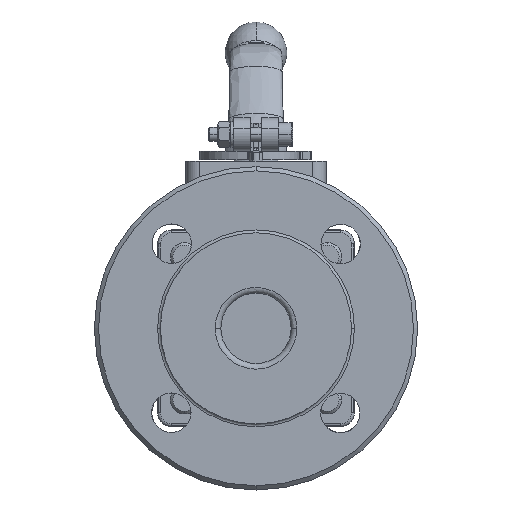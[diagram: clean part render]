
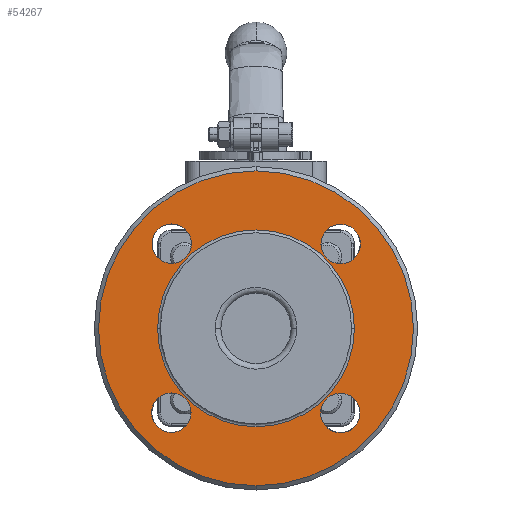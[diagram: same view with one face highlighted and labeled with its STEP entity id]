
A CAD part, left-side view. The second image highlights one B-rep face of the part: STEP entity #54267.
In plain terms, the highlighted planar face has unit normal (-1, 0, 0).
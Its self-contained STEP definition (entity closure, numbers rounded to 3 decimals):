
#23493=CARTESIAN_POINT('',(-44.,0.,56.));
#23494=VERTEX_POINT('',#23493);
#23501=CARTESIAN_POINT('',(-44.,-0.,-56.));
#23502=VERTEX_POINT('',#23501);
#23503=CARTESIAN_POINT('',(-44.,0.,0.));
#23504=DIRECTION('',(1.,0.,-0.));
#23505=DIRECTION('',(0.,0.,1.));
#23506=AXIS2_PLACEMENT_3D('',#23503,#23504,#23505);
#23507=CIRCLE('',#23506,56.);
#23508=EDGE_CURVE('',#23494,#23502,#23507,.T.);
#23987=CARTESIAN_POINT('',(-44.,-23.118,29.986));
#23988=VERTEX_POINT('',#23987);
#24004=CARTESIAN_POINT('',(-44.,-37.118,29.986));
#24005=VERTEX_POINT('',#24004);
#24012=CARTESIAN_POINT('',(-44.,-30.118,29.986));
#24013=DIRECTION('',(1.,-0.,-0.));
#24014=DIRECTION('',(0.,1.,-0.));
#24015=AXIS2_PLACEMENT_3D('',#24012,#24013,#24014);
#24016=CIRCLE('',#24015,7.);
#24017=EDGE_CURVE('',#23988,#24005,#24016,.T.);
#24030=CARTESIAN_POINT('',(-44.,37.118,-29.986));
#24031=VERTEX_POINT('',#24030);
#24047=CARTESIAN_POINT('',(-44.,23.118,-29.986));
#24048=VERTEX_POINT('',#24047);
#24055=CARTESIAN_POINT('',(-44.,30.118,-29.986));
#24056=DIRECTION('',(1.,-0.,-0.));
#24057=DIRECTION('',(0.,1.,-0.));
#24058=AXIS2_PLACEMENT_3D('',#24055,#24056,#24057);
#24059=CIRCLE('',#24058,7.);
#24060=EDGE_CURVE('',#24031,#24048,#24059,.T.);
#24073=CARTESIAN_POINT('',(-44.,36.986,30.118));
#24074=VERTEX_POINT('',#24073);
#24090=CARTESIAN_POINT('',(-44.,22.986,30.118));
#24091=VERTEX_POINT('',#24090);
#24098=CARTESIAN_POINT('',(-44.,29.986,30.118));
#24099=DIRECTION('',(1.,-0.,-0.));
#24100=DIRECTION('',(0.,1.,-0.));
#24101=AXIS2_PLACEMENT_3D('',#24098,#24099,#24100);
#24102=CIRCLE('',#24101,7.);
#24103=EDGE_CURVE('',#24074,#24091,#24102,.T.);
#24116=CARTESIAN_POINT('',(-44.,-22.986,-30.118));
#24117=VERTEX_POINT('',#24116);
#24133=CARTESIAN_POINT('',(-44.,-36.986,-30.118));
#24134=VERTEX_POINT('',#24133);
#24141=CARTESIAN_POINT('',(-44.,-29.986,-30.118));
#24142=DIRECTION('',(1.,-0.,-0.));
#24143=DIRECTION('',(0.,1.,-0.));
#24144=AXIS2_PLACEMENT_3D('',#24141,#24142,#24143);
#24145=CIRCLE('',#24144,7.);
#24146=EDGE_CURVE('',#24117,#24134,#24145,.T.);
#27686=CARTESIAN_POINT('',(-44.,35.,-0.));
#27687=VERTEX_POINT('',#27686);
#27703=CARTESIAN_POINT('',(-44.,-35.,0.));
#27704=VERTEX_POINT('',#27703);
#27712=CARTESIAN_POINT('',(-44.,0.,0.));
#27713=DIRECTION('',(-1.,-0.,-0.));
#27714=DIRECTION('',(0.,1.,-0.));
#27715=AXIS2_PLACEMENT_3D('',#27712,#27713,#27714);
#27716=CIRCLE('',#27715,35.);
#27717=EDGE_CURVE('',#27704,#27687,#27716,.T.);
#54174=CARTESIAN_POINT('',(-44.,0.,0.));
#54175=DIRECTION('',(-1.,-0.,-0.));
#54176=DIRECTION('',(0.,1.,-0.));
#54177=AXIS2_PLACEMENT_3D('',#54174,#54175,#54176);
#54178=CIRCLE('',#54177,35.);
#54179=EDGE_CURVE('',#27687,#27704,#54178,.T.);
#54208=CARTESIAN_POINT('',(-44.,0.,45.));
#54209=DIRECTION('',(-1.,0.,0.));
#54210=DIRECTION('',(0.,-1.,0.));
#54211=AXIS2_PLACEMENT_3D('',#54208,#54209,#54210);
#54212=PLANE('',#54211);
#54213=CARTESIAN_POINT('',(-44.,0.,0.));
#54214=DIRECTION('',(1.,0.,-0.));
#54215=DIRECTION('',(0.,0.,1.));
#54216=AXIS2_PLACEMENT_3D('',#54213,#54214,#54215);
#54217=CIRCLE('',#54216,56.);
#54218=EDGE_CURVE('',#23502,#23494,#54217,.T.);
#54219=ORIENTED_EDGE('',*,*,#54218,.F.);
#54220=ORIENTED_EDGE('',*,*,#23508,.F.);
#54221=EDGE_LOOP('',(#54219,#54220));
#54222=FACE_BOUND('',#54221,.T.);
#54223=CARTESIAN_POINT('',(-44.,-30.118,29.986));
#54224=DIRECTION('',(1.,-0.,-0.));
#54225=DIRECTION('',(0.,1.,-0.));
#54226=AXIS2_PLACEMENT_3D('',#54223,#54224,#54225);
#54227=CIRCLE('',#54226,7.);
#54228=EDGE_CURVE('',#24005,#23988,#54227,.T.);
#54229=ORIENTED_EDGE('',*,*,#54228,.T.);
#54230=ORIENTED_EDGE('',*,*,#24017,.T.);
#54231=EDGE_LOOP('',(#54229,#54230));
#54232=FACE_BOUND('',#54231,.T.);
#54233=CARTESIAN_POINT('',(-44.,30.118,-29.986));
#54234=DIRECTION('',(1.,-0.,-0.));
#54235=DIRECTION('',(0.,1.,-0.));
#54236=AXIS2_PLACEMENT_3D('',#54233,#54234,#54235);
#54237=CIRCLE('',#54236,7.);
#54238=EDGE_CURVE('',#24048,#24031,#54237,.T.);
#54239=ORIENTED_EDGE('',*,*,#54238,.T.);
#54240=ORIENTED_EDGE('',*,*,#24060,.T.);
#54241=EDGE_LOOP('',(#54239,#54240));
#54242=FACE_BOUND('',#54241,.T.);
#54243=CARTESIAN_POINT('',(-44.,29.986,30.118));
#54244=DIRECTION('',(1.,-0.,-0.));
#54245=DIRECTION('',(0.,1.,-0.));
#54246=AXIS2_PLACEMENT_3D('',#54243,#54244,#54245);
#54247=CIRCLE('',#54246,7.);
#54248=EDGE_CURVE('',#24091,#24074,#54247,.T.);
#54249=ORIENTED_EDGE('',*,*,#54248,.T.);
#54250=ORIENTED_EDGE('',*,*,#24103,.T.);
#54251=EDGE_LOOP('',(#54249,#54250));
#54252=FACE_BOUND('',#54251,.T.);
#54253=CARTESIAN_POINT('',(-44.,-29.986,-30.118));
#54254=DIRECTION('',(1.,-0.,-0.));
#54255=DIRECTION('',(0.,1.,-0.));
#54256=AXIS2_PLACEMENT_3D('',#54253,#54254,#54255);
#54257=CIRCLE('',#54256,7.);
#54258=EDGE_CURVE('',#24134,#24117,#54257,.T.);
#54259=ORIENTED_EDGE('',*,*,#54258,.T.);
#54260=ORIENTED_EDGE('',*,*,#24146,.T.);
#54261=EDGE_LOOP('',(#54259,#54260));
#54262=FACE_BOUND('',#54261,.T.);
#54263=ORIENTED_EDGE('',*,*,#27717,.F.);
#54264=ORIENTED_EDGE('',*,*,#54179,.F.);
#54265=EDGE_LOOP('',(#54263,#54264));
#54266=FACE_BOUND('',#54265,.T.);
#54267=ADVANCED_FACE('',(#54222,#54232,#54242,#54252,#54262,#54266),#54212,.T.);
